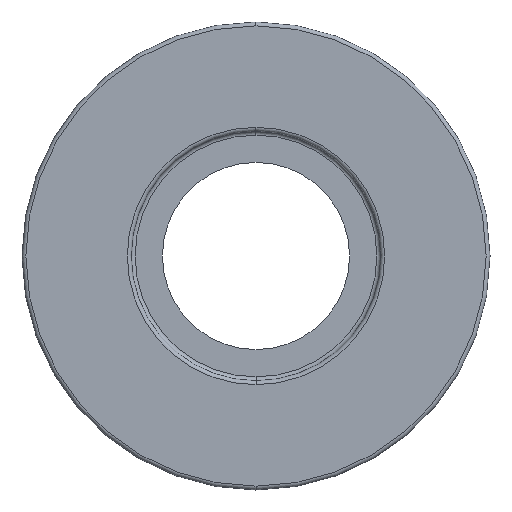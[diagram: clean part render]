
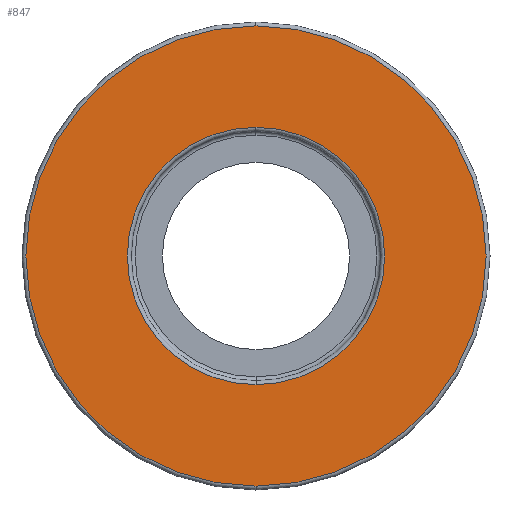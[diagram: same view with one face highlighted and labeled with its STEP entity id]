
A CAD part, left-side view. The second image highlights one B-rep face of the part: STEP entity #847.
In plain terms, the highlighted planar face has unit normal (-1, 0, 0).
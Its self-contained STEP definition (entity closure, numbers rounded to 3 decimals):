
#9 = FACE_OUTER_BOUND ( 'NONE', #642, .T. ) ;
#19 = CARTESIAN_POINT ( 'NONE',  ( 0., 0., 0. ) ) ;
#35 = DIRECTION ( 'NONE',  ( 1., 0., 0. ) ) ;
#164 = EDGE_LOOP ( 'NONE', ( #1428, #596 ) ) ;
#199 = VERTEX_POINT ( 'NONE', #1197 ) ;
#217 = AXIS2_PLACEMENT_3D ( 'NONE', #1540, #1535, #307 ) ;
#229 = DIRECTION ( 'NONE',  ( 0., 0., -1. ) ) ;
#236 = CARTESIAN_POINT ( 'NONE',  ( 0., 0., 0. ) ) ;
#270 = CIRCLE ( 'NONE', #893, 29.5 ) ;
#281 = EDGE_CURVE ( 'NONE', #878, #199, #270, .T. ) ;
#290 = VERTEX_POINT ( 'NONE', #1087 ) ;
#305 = PLANE ( 'NONE',  #949 ) ;
#307 = DIRECTION ( 'NONE',  ( 0., 0., -1. ) ) ;
#347 = VERTEX_POINT ( 'NONE', #1360 ) ;
#374 = ORIENTED_EDGE ( 'NONE', *, *, #1512, .T. ) ;
#450 = EDGE_CURVE ( 'NONE', #347, #290, #1474, .T. ) ;
#546 = DIRECTION ( 'NONE',  ( 0., 0., -1. ) ) ;
#596 = ORIENTED_EDGE ( 'NONE', *, *, #450, .T. ) ;
#642 = EDGE_LOOP ( 'NONE', ( #374, #1444 ) ) ;
#782 = CARTESIAN_POINT ( 'NONE',  ( 0., 0., 29.5 ) ) ;
#847 = ADVANCED_FACE ( 'NONE', ( #1013, #9 ), #305, .F. ) ;
#858 = DIRECTION ( 'NONE',  ( -1., 0., 0. ) ) ;
#878 = VERTEX_POINT ( 'NONE', #782 ) ;
#893 = AXIS2_PLACEMENT_3D ( 'NONE', #236, #858, #229 ) ;
#949 = AXIS2_PLACEMENT_3D ( 'NONE', #1152, #1141, #546 ) ;
#976 = CARTESIAN_POINT ( 'NONE',  ( 0., 0., 0. ) ) ;
#991 = AXIS2_PLACEMENT_3D ( 'NONE', #19, #35, #1104 ) ;
#1013 = FACE_BOUND ( 'NONE', #164, .T. ) ;
#1087 = CARTESIAN_POINT ( 'NONE',  ( 0., 0., -16.5 ) ) ;
#1104 = DIRECTION ( 'NONE',  ( 0., 0., -1. ) ) ;
#1141 = DIRECTION ( 'NONE',  ( 1., 0., 0. ) ) ;
#1152 = CARTESIAN_POINT ( 'NONE',  ( 0., 30., 0. ) ) ;
#1197 = CARTESIAN_POINT ( 'NONE',  ( 0., 0., -29.5 ) ) ;
#1221 = DIRECTION ( 'NONE',  ( 1., 0., 0. ) ) ;
#1282 = AXIS2_PLACEMENT_3D ( 'NONE', #976, #1221, #1366 ) ;
#1327 = EDGE_CURVE ( 'NONE', #290, #347, #1328, .T. ) ;
#1328 = CIRCLE ( 'NONE', #1282, 16.5 ) ;
#1360 = CARTESIAN_POINT ( 'NONE',  ( 0., 0., 16.5 ) ) ;
#1366 = DIRECTION ( 'NONE',  ( 0., 0., -1. ) ) ;
#1428 = ORIENTED_EDGE ( 'NONE', *, *, #1327, .T. ) ;
#1444 = ORIENTED_EDGE ( 'NONE', *, *, #281, .T. ) ;
#1474 = CIRCLE ( 'NONE', #991, 16.5 ) ;
#1512 = EDGE_CURVE ( 'NONE', #199, #878, #1592, .T. ) ;
#1535 = DIRECTION ( 'NONE',  ( -1., 0., 0. ) ) ;
#1540 = CARTESIAN_POINT ( 'NONE',  ( 0., 0., 0. ) ) ;
#1592 = CIRCLE ( 'NONE', #217, 29.5 ) ;
